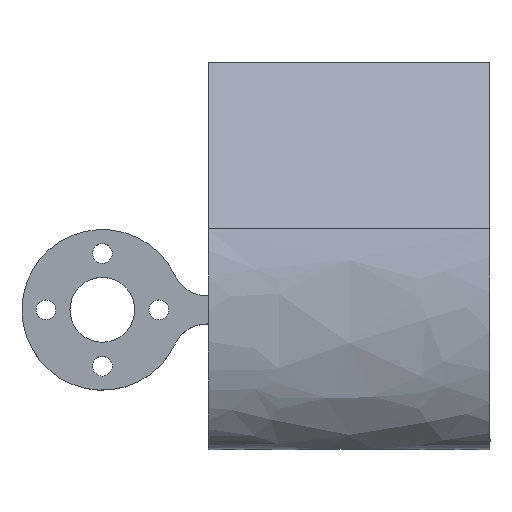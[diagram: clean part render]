
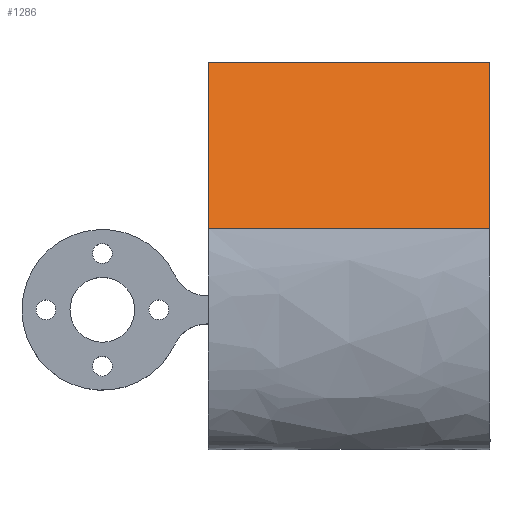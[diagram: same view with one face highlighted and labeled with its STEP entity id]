
A CAD part, top view. The second image highlights one B-rep face of the part: STEP entity #1286.
In plain terms, the highlighted planar face has unit normal (0, 0.32, 0.947).
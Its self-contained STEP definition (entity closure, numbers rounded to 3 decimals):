
#49 = EDGE_LOOP ( 'NONE', ( #982, #1494, #644, #856 ) ) ;
#54 = VECTOR ( 'NONE', #1154, 1000. ) ;
#97 = DIRECTION ( 'NONE',  ( 0., 0.947, -0.32 ) ) ;
#187 = VERTEX_POINT ( 'NONE', #442 ) ;
#201 = EDGE_CURVE ( 'NONE', #187, #921, #1023, .T. ) ;
#378 = PLANE ( 'NONE',  #547 ) ;
#392 = LINE ( 'NONE', #1860, #1623 ) ;
#405 = DIRECTION ( 'NONE',  ( 1., 0., 0. ) ) ;
#442 = CARTESIAN_POINT ( 'NONE',  ( 110., 22.857, 189.94 ) ) ;
#547 = AXIS2_PLACEMENT_3D ( 'NONE', #793, #1705, #97 ) ;
#575 = CARTESIAN_POINT ( 'NONE',  ( -86.658, 22.857, 189.94 ) ) ;
#644 = ORIENTED_EDGE ( 'NONE', *, *, #1130, .T. ) ;
#664 = FACE_OUTER_BOUND ( 'NONE', #49, .T. ) ;
#678 = VERTEX_POINT ( 'NONE', #1062 ) ;
#682 = CARTESIAN_POINT ( 'NONE',  ( 110., 70., 174. ) ) ;
#793 = CARTESIAN_POINT ( 'NONE',  ( -86.658, 59.98, 177.388 ) ) ;
#856 = ORIENTED_EDGE ( 'NONE', *, *, #201, .T. ) ;
#921 = VERTEX_POINT ( 'NONE', #682 ) ;
#967 = CARTESIAN_POINT ( 'NONE',  ( 30., 22.857, 189.94 ) ) ;
#982 = ORIENTED_EDGE ( 'NONE', *, *, #1793, .F. ) ;
#1014 = CARTESIAN_POINT ( 'NONE',  ( 110., 59.98, 177.388 ) ) ;
#1023 = LINE ( 'NONE', #1014, #1351 ) ;
#1062 = CARTESIAN_POINT ( 'NONE',  ( 30., 70., 174. ) ) ;
#1130 = EDGE_CURVE ( 'NONE', #1668, #187, #1600, .T. ) ;
#1154 = DIRECTION ( 'NONE',  ( 1., 0., 0. ) ) ;
#1241 = LINE ( 'NONE', #1844, #1249 ) ;
#1249 = VECTOR ( 'NONE', #1664, 1000. ) ;
#1286 = ADVANCED_FACE ( 'NONE', ( #664 ), #378, .F. ) ;
#1351 = VECTOR ( 'NONE', #1607, 1000. ) ;
#1494 = ORIENTED_EDGE ( 'NONE', *, *, #1577, .T. ) ;
#1577 = EDGE_CURVE ( 'NONE', #678, #1668, #1241, .T. ) ;
#1600 = LINE ( 'NONE', #575, #54 ) ;
#1607 = DIRECTION ( 'NONE',  ( 0., 0.947, -0.32 ) ) ;
#1623 = VECTOR ( 'NONE', #405, 1000. ) ;
#1664 = DIRECTION ( 'NONE',  ( 0., -0.947, 0.32 ) ) ;
#1668 = VERTEX_POINT ( 'NONE', #967 ) ;
#1705 = DIRECTION ( 'NONE',  ( 0., -0.32, -0.947 ) ) ;
#1793 = EDGE_CURVE ( 'NONE', #678, #921, #392, .T. ) ;
#1844 = CARTESIAN_POINT ( 'NONE',  ( 30., 59.98, 177.388 ) ) ;
#1860 = CARTESIAN_POINT ( 'NONE',  ( -86.658, 70., 174. ) ) ;
